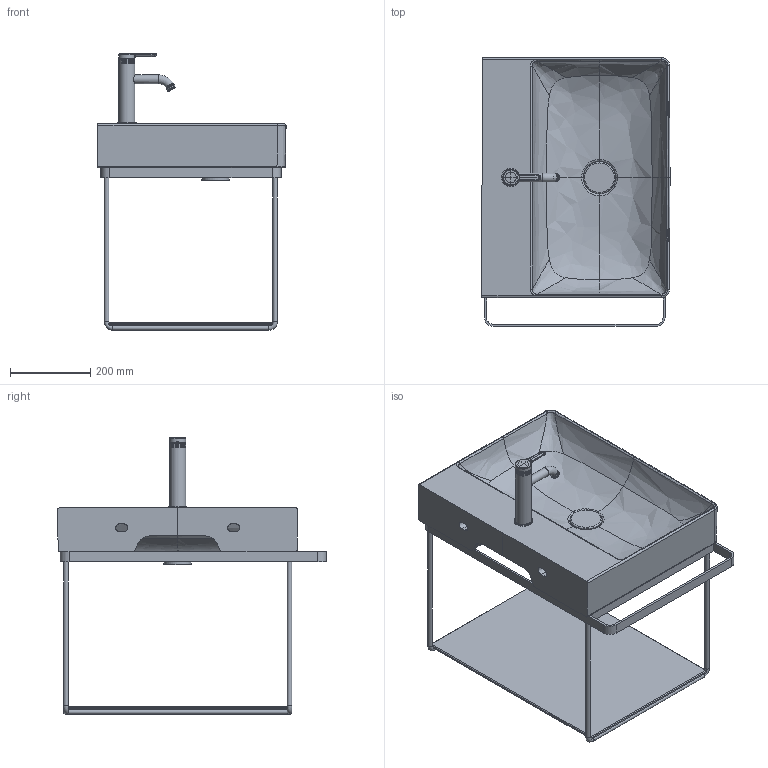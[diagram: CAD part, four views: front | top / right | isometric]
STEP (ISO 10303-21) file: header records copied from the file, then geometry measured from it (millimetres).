
FILE_DESCRIPTION((''),'2;1');
FILE_NAME('235360_003102.stp','2017-06-29T14:09:16',('Administrator'),(''),'Autodesk Inventor 2011','Autodesk Inventor 2011','');
FILE_SCHEMA(('CONFIG_CONTROL_DESIGN'));
Length unit declared in the file: millimetre
Products named in the file (15): 235360_003102; 235360; Armatur C1 WT; 509115_ASM; 615832; 615833; 636748; 615729; 615737; Kelch_Stopfen DuraSquare Bgr; Metallkonsole 003102 wandhängend; Rahmen 665x451x25; Rohrstütze wandhängend; Rohrstrebe; Glaseinleger Metallkonsole 003101_003102
Assembly tree (16 placements, depth 4):
  235360_003102
    235360
    Armatur C1 WT
      509115_ASM
        615832
        615833
      636748
      615729
      615737
    Kelch_Stopfen DuraSquare Bgr
    Metallkonsole 003102 wandhängend
      Rahmen 665x451x25
      Rohrstütze wandhängend  x2
      Rohrstrebe  x2
    Glaseinleger Metallkonsole 003101_003102
Bounding box: 470.06 x 671.78 x 691.18 mm (x, y, z)
Volume: 12260005.7 mm3; surface area: 1817364.6 mm2
Topology: 14 solids, 17 shells, 505 faces, 1176 edges, 718 vertices
Faces by surface type: bspline 173, plane 155, cylinder 124, torus 33, cone 16, sphere 4
Full cylindrical faces by diameter (mm): 6 x1, 11.5 x8, 12 x2, 14 x4, 16 x5, 16.5 x2, 17.3 x1, 17.55 x1, 18.5 x2, 18.75 x1, 22 x2, 27.189 x1, 30.452 x1, 34 x1, 34.5 x1, 35 x1, 35.4 x1, 35.5 x1, 36.185 x1, 36.9 x4, 37.3 x1, 37.6 x1, 40 x2, 42.482 x1, 42.5 x1, 45.115 x1, 46 x2, 68.6 x1, 80.006 x1, 81 x1
Entity records: 71791 total; most frequent: CARTESIAN_POINT 60925, ORIENTED_EDGE 2128, DIRECTION 1793, EDGE_CURVE 1064, AXIS2_PLACEMENT_3D 724, VERTEX_POINT 695, EDGE_LOOP 627, FACE_OUTER_BOUND 495
